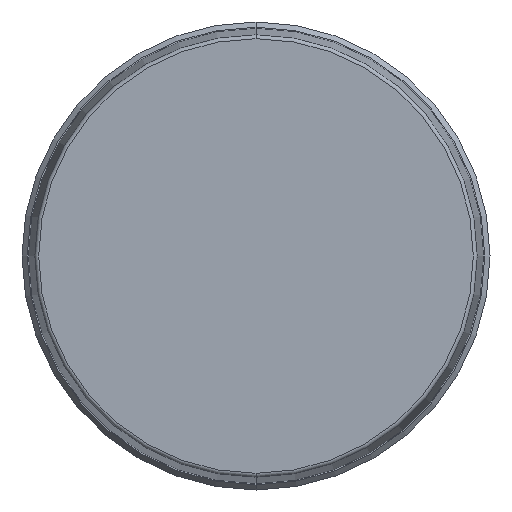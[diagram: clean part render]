
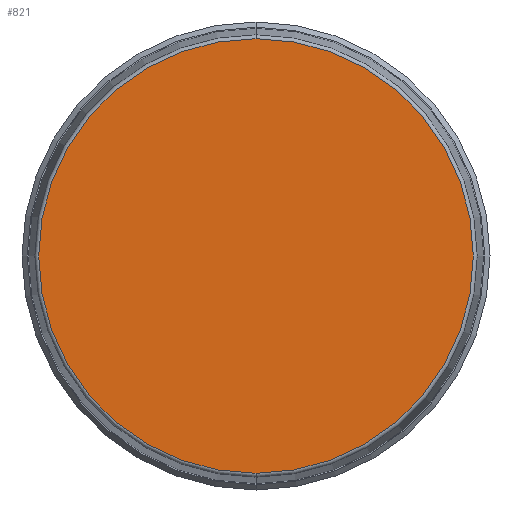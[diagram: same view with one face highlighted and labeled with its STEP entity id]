
A CAD part, front view. The second image highlights one B-rep face of the part: STEP entity #821.
In plain terms, the highlighted planar face has unit normal (0, -1, 0).
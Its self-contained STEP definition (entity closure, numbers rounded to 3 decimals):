
#12 = DIRECTION ( 'NONE',  ( 0., 0., -1. ) ) ;
#33 = EDGE_CURVE ( 'NONE', #627, #226, #223, .T. ) ;
#60 = ORIENTED_EDGE ( 'NONE', *, *, #1252, .T. ) ;
#200 = EDGE_LOOP ( 'NONE', ( #60, #607 ) ) ;
#223 = CIRCLE ( 'NONE', #1230, 11.13 ) ;
#226 = VERTEX_POINT ( 'NONE', #1110 ) ;
#310 = CIRCLE ( 'NONE', #361, 11.13 ) ;
#361 = AXIS2_PLACEMENT_3D ( 'NONE', #723, #1351, #812 ) ;
#580 = CARTESIAN_POINT ( 'NONE',  ( 0., -2., 11.13 ) ) ;
#607 = ORIENTED_EDGE ( 'NONE', *, *, #33, .T. ) ;
#627 = VERTEX_POINT ( 'NONE', #580 ) ;
#723 = CARTESIAN_POINT ( 'NONE',  ( 0., -2., 0. ) ) ;
#751 = DIRECTION ( 'NONE',  ( 0., -1., 0. ) ) ;
#812 = DIRECTION ( 'NONE',  ( 0., 0., -1. ) ) ;
#820 = DIRECTION ( 'NONE',  ( 0., 0., -1. ) ) ;
#821 = ADVANCED_FACE ( 'NONE', ( #878 ), #1267, .T. ) ;
#853 = AXIS2_PLACEMENT_3D ( 'NONE', #996, #1361, #820 ) ;
#878 = FACE_OUTER_BOUND ( 'NONE', #200, .T. ) ;
#996 = CARTESIAN_POINT ( 'NONE',  ( 0., -2., 0. ) ) ;
#1110 = CARTESIAN_POINT ( 'NONE',  ( 0., -2., -11.13 ) ) ;
#1230 = AXIS2_PLACEMENT_3D ( 'NONE', #1282, #751, #12 ) ;
#1252 = EDGE_CURVE ( 'NONE', #226, #627, #310, .T. ) ;
#1267 = PLANE ( 'NONE',  #853 ) ;
#1282 = CARTESIAN_POINT ( 'NONE',  ( 0., -2., 0. ) ) ;
#1351 = DIRECTION ( 'NONE',  ( 0., -1., 0. ) ) ;
#1361 = DIRECTION ( 'NONE',  ( 0., -1., 0. ) ) ;
